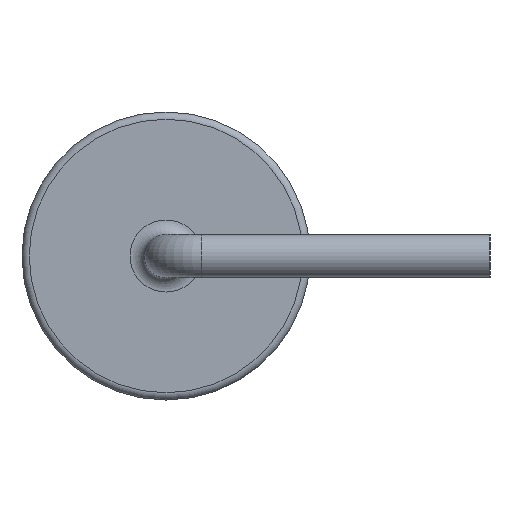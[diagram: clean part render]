
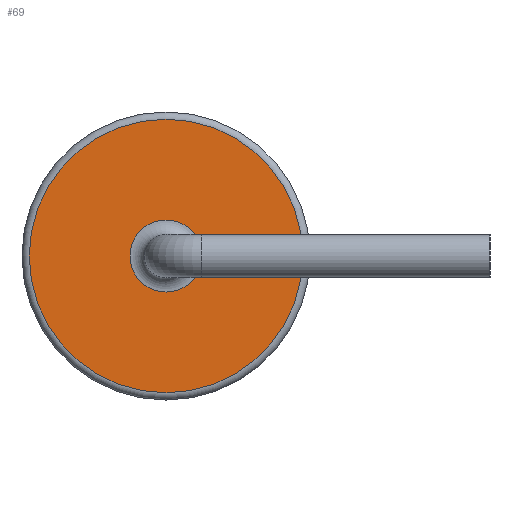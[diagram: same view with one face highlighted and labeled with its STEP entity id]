
A CAD part, left-side view. The second image highlights one B-rep face of the part: STEP entity #69.
In plain terms, the highlighted planar face has unit normal (-1, 0, 0).
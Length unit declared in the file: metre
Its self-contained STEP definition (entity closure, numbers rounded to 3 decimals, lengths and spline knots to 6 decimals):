
#69 = ADVANCED_FACE( '', ( #162, #163 ), #164, .T. );
#162 = FACE_BOUND( '', #293, .T. );
#163 = FACE_OUTER_BOUND( '', #294, .T. );
#164 = PLANE( '', #295 );
#293 = EDGE_LOOP( '', ( #432 ) );
#294 = EDGE_LOOP( '', ( #433 ) );
#295 = AXIS2_PLACEMENT_3D( '', #434, #435, #436 );
#432 = ORIENTED_EDGE( '', *, *, #595, .T. );
#433 = ORIENTED_EDGE( '', *, *, #575, .T. );
#434 = CARTESIAN_POINT( '', ( -0.00075, 0., 0. ) );
#435 = DIRECTION( '', ( -1., 0., 0. ) );
#436 = DIRECTION( '', ( 0., 0., 1. ) );
#575 = EDGE_CURVE( '', #637, #637, #638, .T. );
#595 = EDGE_CURVE( '', #670, #670, #671, .F. );
#637 = VERTEX_POINT( '', #728 );
#638 = CIRCLE( '', #729, 0.0019 );
#670 = VERTEX_POINT( '', #761 );
#671 = CIRCLE( '', #762, 0.0005 );
#728 = CARTESIAN_POINT( '', ( -0.00075, 0., 0.0019 ) );
#729 = AXIS2_PLACEMENT_3D( '', #819, #820, #821 );
#761 = CARTESIAN_POINT( '', ( -0.00075, 0., 0.0005 ) );
#762 = AXIS2_PLACEMENT_3D( '', #858, #859, #860 );
#819 = CARTESIAN_POINT( '', ( -0.00075, 0., 0. ) );
#820 = DIRECTION( '', ( -1., 0., 0. ) );
#821 = DIRECTION( '', ( 0., 0., 1. ) );
#858 = CARTESIAN_POINT( '', ( -0.00075, 0., 0. ) );
#859 = DIRECTION( '', ( -1., 0., 0. ) );
#860 = DIRECTION( '', ( 0., 0., 1. ) );
